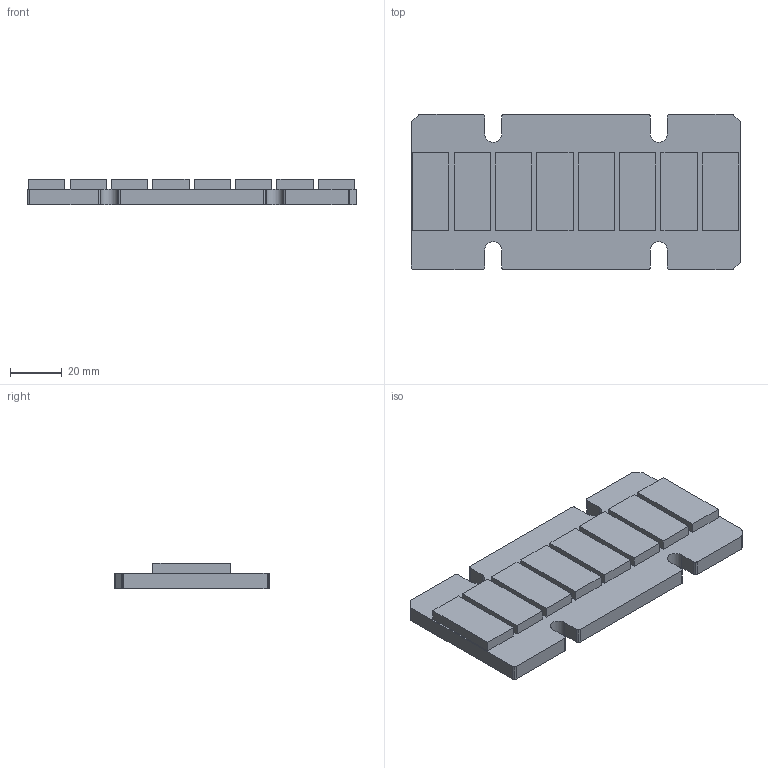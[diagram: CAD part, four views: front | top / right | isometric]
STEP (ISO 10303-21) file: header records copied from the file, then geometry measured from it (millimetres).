
FILE_DESCRIPTION((''),'2;1');
FILE_NAME('Mwd030-0128.stp','2006-07-26T11:03:51',(''),(''),'AutoCAD STEP 2000i','AutoCAD 2000i',', , ');
FILE_SCHEMA(('CONFIG_CONTROL_DESIGN'));
Length unit declared in the file: millimetre
Products named in the file (4): MWD030-0128; 120-08A; PIECE1; AIMANT
Assembly tree (10 placements, depth 3):
  MWD030-0128
    120-08A
      PIECE1
    AIMANT  x8
Bounding box: 127.5 x 60 x 10 mm (x, y, z)
Volume: 57678.4 mm3; surface area: 26924.8 mm2
Topology: 9 solids, 9 shells, 103 faces, 255 edges, 170 vertices
Faces by surface type: plane 69, cylinder 34
Entity records: 2186 total; most frequent: DIRECTION 383, CARTESIAN_POINT 357, ORIENTED_EDGE 342, EDGE_CURVE 171, AXIS2_PLACEMENT_3D 140, VERTEX_POINT 114, VECTOR 103, LINE 103
